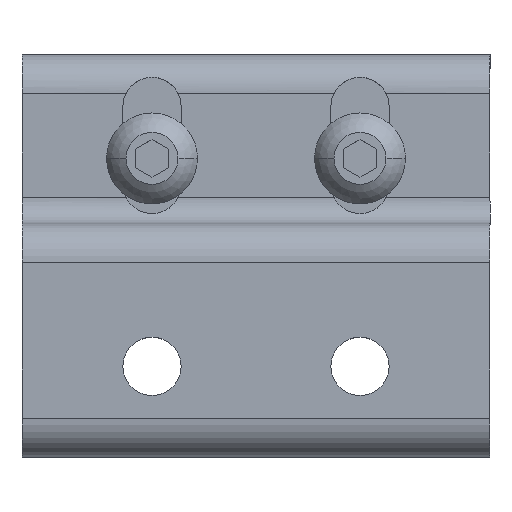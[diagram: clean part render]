
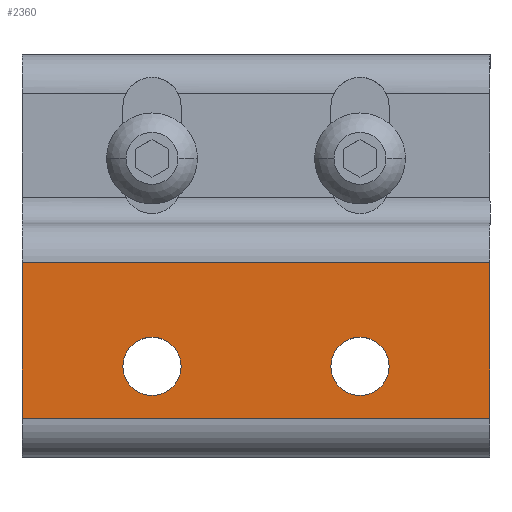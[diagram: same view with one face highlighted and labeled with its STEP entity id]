
A CAD part, top view. The second image highlights one B-rep face of the part: STEP entity #2360.
In plain terms, the highlighted planar face has unit normal (0, 0, 1).
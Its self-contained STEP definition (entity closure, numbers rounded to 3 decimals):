
#1386=CARTESIAN_POINT('',(-2.75,0.578,0.188));
#1387=VERTEX_POINT('',#1386);
#1403=CARTESIAN_POINT('',(-2.75,0.298,0.188));
#1404=VERTEX_POINT('',#1403);
#1411=CARTESIAN_POINT('',(-2.75,0.438,0.188));
#1412=DIRECTION('',(0.0,0.0,-1.0));
#1413=DIRECTION('',(0.0,1.0,0.0));
#1414=AXIS2_PLACEMENT_3D('',#1411,#1412,#1413);
#1415=CIRCLE('',#1414,0.14);
#1416=EDGE_CURVE('',#1387,#1404,#1415,.T.);
#1428=CARTESIAN_POINT('',(-1.75,0.578,0.188));
#1429=VERTEX_POINT('',#1428);
#1445=CARTESIAN_POINT('',(-1.75,0.298,0.188));
#1446=VERTEX_POINT('',#1445);
#1453=CARTESIAN_POINT('',(-1.75,0.438,0.188));
#1454=DIRECTION('',(0.0,0.0,-1.0));
#1455=DIRECTION('',(0.0,1.0,0.0));
#1456=AXIS2_PLACEMENT_3D('',#1453,#1454,#1455);
#1457=CIRCLE('',#1456,0.14);
#1458=EDGE_CURVE('',#1429,#1446,#1457,.T.);
#1469=CARTESIAN_POINT('',(-1.75,0.438,0.188));
#1470=DIRECTION('',(0.0,0.0,-1.0));
#1471=DIRECTION('',(0.0,1.0,0.0));
#1472=AXIS2_PLACEMENT_3D('',#1469,#1470,#1471);
#1473=CIRCLE('',#1472,0.14);
#1474=EDGE_CURVE('',#1446,#1429,#1473,.T.);
#1721=CARTESIAN_POINT('',(-1.125,0.188,0.188));
#1722=VERTEX_POINT('',#1721);
#1790=CARTESIAN_POINT('',(-1.125,0.938,0.188));
#1791=VERTEX_POINT('',#1790);
#1799=CARTESIAN_POINT('',(-1.125,0.938,0.188));
#1800=DIRECTION('',(0.0,-1.0,0.0));
#1801=VECTOR('',#1800,0.75);
#1802=LINE('',#1799,#1801);
#1803=EDGE_CURVE('',#1791,#1722,#1802,.T.);
#2031=CARTESIAN_POINT('',(-3.375,0.188,0.188));
#2032=VERTEX_POINT('',#2031);
#2033=CARTESIAN_POINT('',(-1.125,0.188,0.188));
#2034=DIRECTION('',(-1.0,0.0,0.0));
#2035=VECTOR('',#2034,2.25);
#2036=LINE('',#2033,#2035);
#2037=EDGE_CURVE('',#1722,#2032,#2036,.T.);
#2057=CARTESIAN_POINT('',(-2.75,0.438,0.188));
#2058=DIRECTION('',(0.0,0.0,-1.0));
#2059=DIRECTION('',(0.0,1.0,0.0));
#2060=AXIS2_PLACEMENT_3D('',#2057,#2058,#2059);
#2061=CIRCLE('',#2060,0.14);
#2062=EDGE_CURVE('',#1404,#1387,#2061,.T.);
#2317=CARTESIAN_POINT('',(-3.375,0.938,0.188));
#2318=VERTEX_POINT('',#2317);
#2326=CARTESIAN_POINT('',(-1.125,0.938,0.188));
#2327=DIRECTION('',(-1.0,0.0,0.0));
#2328=VECTOR('',#2327,2.25);
#2329=LINE('',#2326,#2328);
#2330=EDGE_CURVE('',#1791,#2318,#2329,.T.);
#2336=CARTESIAN_POINT('',(-2.125,0.938,0.188));
#2337=DIRECTION('',(0.0,0.0,1.0));
#2338=DIRECTION('',(0.0,1.0,0.0));
#2339=AXIS2_PLACEMENT_3D('',#2336,#2337,#2338);
#2340=PLANE('',#2339);
#2341=ORIENTED_EDGE('',*,*,#2330,.T.);
#2342=CARTESIAN_POINT('',(-3.375,0.938,0.188));
#2343=DIRECTION('',(0.0,-1.0,0.0));
#2344=VECTOR('',#2343,0.75);
#2345=LINE('',#2342,#2344);
#2346=EDGE_CURVE('',#2318,#2032,#2345,.T.);
#2347=ORIENTED_EDGE('',*,*,#2346,.T.);
#2348=ORIENTED_EDGE('',*,*,#2037,.F.);
#2349=ORIENTED_EDGE('',*,*,#1803,.F.);
#2350=EDGE_LOOP('',(#2341,#2347,#2348,#2349));
#2351=FACE_OUTER_BOUND('',#2350,.T.);
#2352=ORIENTED_EDGE('',*,*,#1458,.T.);
#2353=ORIENTED_EDGE('',*,*,#1474,.T.);
#2354=EDGE_LOOP('',(#2352,#2353));
#2355=FACE_BOUND('',#2354,.T.);
#2356=ORIENTED_EDGE('',*,*,#1416,.T.);
#2357=ORIENTED_EDGE('',*,*,#2062,.T.);
#2358=EDGE_LOOP('',(#2356,#2357));
#2359=FACE_BOUND('',#2358,.T.);
#2360=ADVANCED_FACE('',(#2351,#2355,#2359),#2340,.T.);
